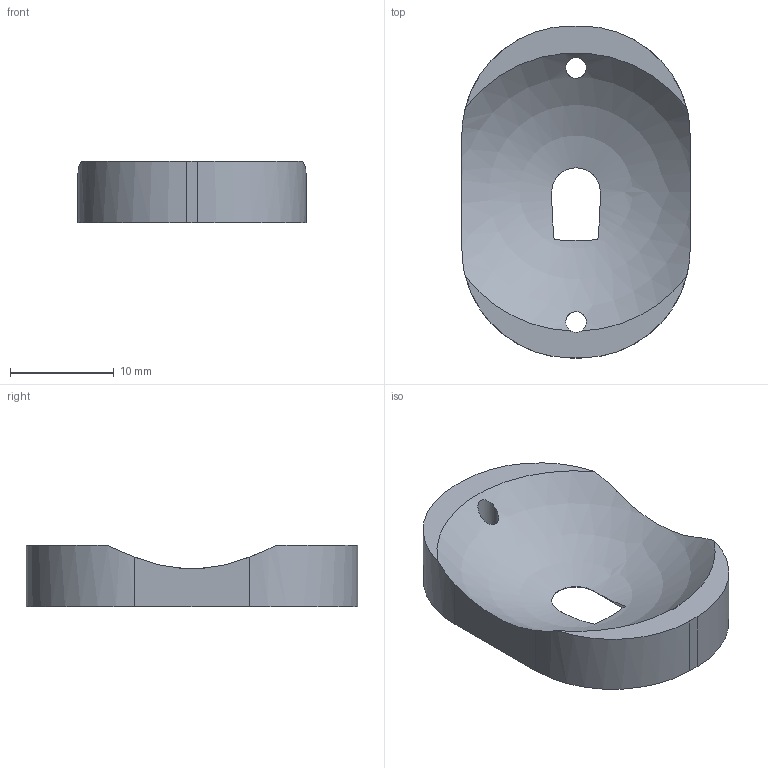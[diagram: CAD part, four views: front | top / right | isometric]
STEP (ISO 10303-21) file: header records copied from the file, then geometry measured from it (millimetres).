
FILE_DESCRIPTION(('FreeCAD Model'),'2;1');
FILE_NAME('trackball_sensor_mount.step','2021-08-17T20:19:28',('Author'),(''), 'Open CASCADE STEP processor 7.2','FreeCAD','Unknown');
FILE_SCHEMA(('AUTOMOTIVE_DESIGN { 1 0 10303 214 1 1 1 1 }'));
Length unit declared in the file: millimetre
Products named in the file (1): Sensor_Mouting
Bounding box: 22 x 32 x 5.9 mm (x, y, z)
Volume: 1801 mm3; surface area: 1784.1 mm2
Topology: 1 solids, 1 shells, 18 faces, 55 edges, 37 vertices
Faces by surface type: plane 10, cylinder 6, sphere 1, cone 1
Full cylindrical faces by diameter (mm): 2 x2
Entity records: 2217 total; most frequent: CARTESIAN_POINT 1154, DIRECTION 186, ORIENTED_EDGE 110, PCURVE 110, DEFINITIONAL_REPRESENTATION 110, LINE 87, VECTOR 87, EDGE_CURVE 55
